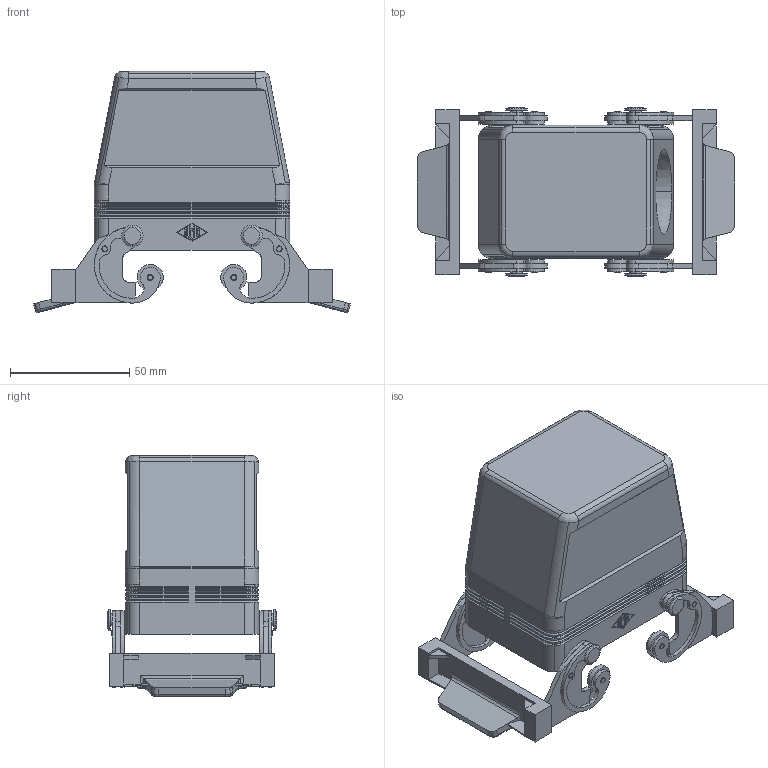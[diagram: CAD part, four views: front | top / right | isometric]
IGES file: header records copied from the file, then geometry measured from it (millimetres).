
Global section: file name: No Iges File Name specified; native system: AutoDesk Inventor R6.1; preprocessor: AutoDesk Inventor Iges Exporter R6.1; author: No Author specified; organization: No Organization specified; date: 20061213.221316; units: millimetre
Bounding box: 133.07 x 71 x 101.22 mm (x, y, z)
Volume: 94821.8 mm3; surface area: 62674.9 mm2
Topology: 1 solids, 5 shells, 879 faces, 2237 edges, 1414 vertices
Faces by surface type: bspline 277, plane 262, cylinder 168, revolution 84, cone 68, torus 16, sphere 4
